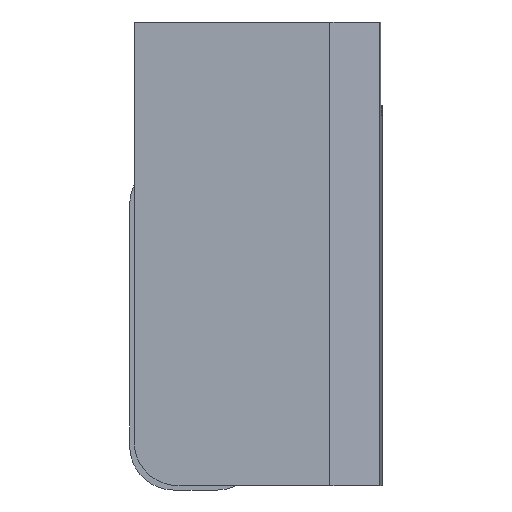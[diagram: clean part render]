
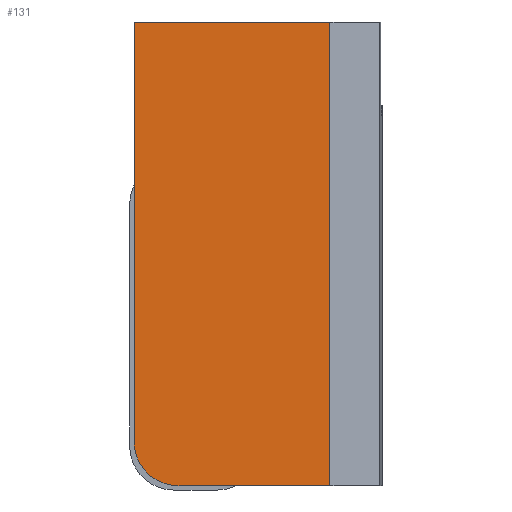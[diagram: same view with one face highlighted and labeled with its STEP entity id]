
A CAD part, front view. The second image highlights one B-rep face of the part: STEP entity #131.
In plain terms, the highlighted planar face has unit normal (0, -1, 0).
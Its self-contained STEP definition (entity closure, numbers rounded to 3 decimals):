
#115=CIRCLE('',#654,4.);
#131=ADVANCED_FACE('',(#177),#158,.T.);
#158=PLANE('',#655);
#177=FACE_OUTER_BOUND('',#201,.T.);
#201=EDGE_LOOP('',(#241,#242,#243,#244,#245));
#241=ORIENTED_EDGE('',*,*,#413,.F.);
#242=ORIENTED_EDGE('',*,*,#423,.T.);
#243=ORIENTED_EDGE('',*,*,#418,.F.);
#244=ORIENTED_EDGE('',*,*,#424,.F.);
#245=ORIENTED_EDGE('',*,*,#425,.T.);
#367=VERTEX_POINT('',#870);
#368=VERTEX_POINT('',#872);
#372=VERTEX_POINT('',#882);
#373=VERTEX_POINT('',#883);
#377=VERTEX_POINT('',#894);
#413=EDGE_CURVE('',#367,#368,#481,.T.);
#418=EDGE_CURVE('',#372,#373,#486,.T.);
#423=EDGE_CURVE('',#367,#373,#491,.T.);
#424=EDGE_CURVE('',#377,#372,#492,.T.);
#425=EDGE_CURVE('',#377,#368,#115,.T.);
#481=LINE('',#871,#533);
#486=LINE('',#881,#538);
#491=LINE('',#892,#543);
#492=LINE('',#893,#544);
#533=VECTOR('',#711,1.);
#538=VECTOR('',#718,1.);
#543=VECTOR('',#725,1.);
#544=VECTOR('',#726,1.);
#654=AXIS2_PLACEMENT_3D('',#895,#727,#728);
#655=AXIS2_PLACEMENT_3D('',#896,#729,#730);
#711=DIRECTION('',(-1.,0.,0.));
#718=DIRECTION('',(1.,0.,0.));
#725=DIRECTION('',(0.,0.,1.));
#726=DIRECTION('',(0.,0.,1.));
#727=DIRECTION('',(0.,-1.,0.));
#728=DIRECTION('',(1.,0.,0.));
#729=DIRECTION('',(0.,-1.,0.));
#730=DIRECTION('',(1.,0.,0.));
#870=CARTESIAN_POINT('',(-4.771,0.,-34.6));
#871=CARTESIAN_POINT('',(-11.3,0.,-34.6));
#872=CARTESIAN_POINT('',(-18.6,0.,-34.6));
#881=CARTESIAN_POINT('',(-11.3,0.,7.6));
#882=CARTESIAN_POINT('',(-22.6,0.,7.6));
#883=CARTESIAN_POINT('',(-4.771,0.,7.6));
#892=CARTESIAN_POINT('',(-4.771,0.,-13.5));
#893=CARTESIAN_POINT('',(-22.6,0.,-13.5));
#894=CARTESIAN_POINT('',(-22.6,0.,-30.6));
#895=CARTESIAN_POINT('',(-18.6,0.,-30.6));
#896=CARTESIAN_POINT('',(-11.3,0.,-13.5));
